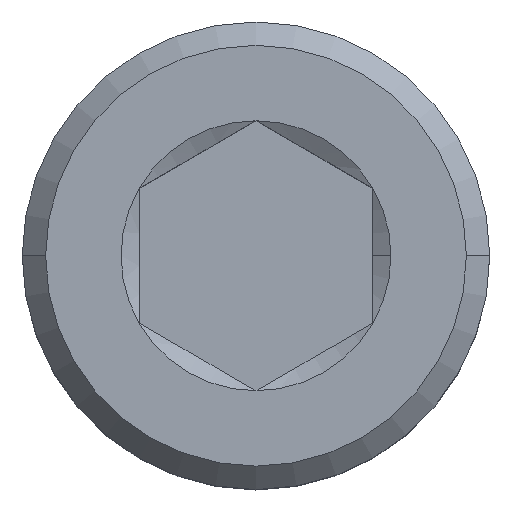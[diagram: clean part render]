
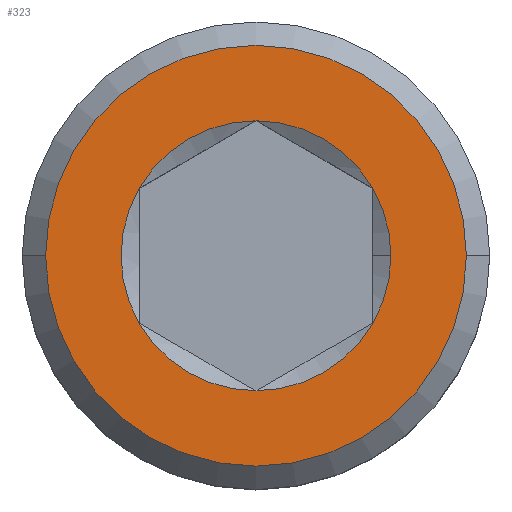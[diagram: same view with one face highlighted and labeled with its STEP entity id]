
A CAD part, top view. The second image highlights one B-rep face of the part: STEP entity #323.
In plain terms, the highlighted planar face has unit normal (0, 0, 1).
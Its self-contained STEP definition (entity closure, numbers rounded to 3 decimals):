
#19 = CIRCLE ( 'NONE', #5956, 4.619 ) ;
#165 = CARTESIAN_POINT ( 'NONE',  ( 4., -2.309, 30. ) ) ;
#183 = CARTESIAN_POINT ( 'NONE',  ( 0., 0., 30. ) ) ;
#323 = ADVANCED_FACE ( 'NONE', ( #5873, #4649 ), #4182, .T. ) ;
#332 = CIRCLE ( 'NONE', #5658, 4.619 ) ;
#378 = AXIS2_PLACEMENT_3D ( 'NONE', #3134, #4492, #1700 ) ;
#396 = DIRECTION ( 'NONE',  ( 0., 0., 1. ) ) ;
#414 = CARTESIAN_POINT ( 'NONE',  ( 0., 0., 30. ) ) ;
#460 = CARTESIAN_POINT ( 'NONE',  ( 0., 0., 30. ) ) ;
#573 = CIRCLE ( 'NONE', #3067, 7.2 ) ;
#607 = EDGE_CURVE ( 'NONE', #3546, #2240, #2970, .T. ) ;
#635 = DIRECTION ( 'NONE',  ( 1., 0., 0. ) ) ;
#649 = CARTESIAN_POINT ( 'NONE',  ( 4.619, 0., 30. ) ) ;
#872 = CARTESIAN_POINT ( 'NONE',  ( 0., -4.619, 30. ) ) ;
#874 = CARTESIAN_POINT ( 'NONE',  ( 4., 2.309, 30. ) ) ;
#914 = EDGE_CURVE ( 'NONE', #1043, #1000, #1725, .T. ) ;
#1000 = VERTEX_POINT ( 'NONE', #165 ) ;
#1026 = VERTEX_POINT ( 'NONE', #649 ) ;
#1043 = VERTEX_POINT ( 'NONE', #872 ) ;
#1095 = DIRECTION ( 'NONE',  ( 0., 0., 1. ) ) ;
#1121 = CARTESIAN_POINT ( 'NONE',  ( 0., 4.619, 30. ) ) ;
#1254 = CIRCLE ( 'NONE', #4585, 4.619 ) ;
#1316 = ORIENTED_EDGE ( 'NONE', *, *, #607, .F. ) ;
#1391 = DIRECTION ( 'NONE',  ( 1., 0., 0. ) ) ;
#1497 = EDGE_CURVE ( 'NONE', #1026, #5877, #2533, .T. ) ;
#1562 = DIRECTION ( 'NONE',  ( 1., 0., 0. ) ) ;
#1700 = DIRECTION ( 'NONE',  ( 1., 0., 0. ) ) ;
#1725 = CIRCLE ( 'NONE', #2526, 4.619 ) ;
#1873 = DIRECTION ( 'NONE',  ( 0., 0., 1. ) ) ;
#1916 = CARTESIAN_POINT ( 'NONE',  ( 0., 8., 30. ) ) ;
#2070 = DIRECTION ( 'NONE',  ( 0., 0., 1. ) ) ;
#2084 = AXIS2_PLACEMENT_3D ( 'NONE', #3104, #4056, #2197 ) ;
#2197 = DIRECTION ( 'NONE',  ( 1., 0., 0. ) ) ;
#2208 = VERTEX_POINT ( 'NONE', #5570 ) ;
#2240 = VERTEX_POINT ( 'NONE', #4227 ) ;
#2277 = EDGE_CURVE ( 'NONE', #2616, #2208, #2453, .T. ) ;
#2284 = CARTESIAN_POINT ( 'NONE',  ( 0., 0., 30. ) ) ;
#2325 = ORIENTED_EDGE ( 'NONE', *, *, #914, .F. ) ;
#2453 = CIRCLE ( 'NONE', #6009, 7.2 ) ;
#2526 = AXIS2_PLACEMENT_3D ( 'NONE', #4387, #1095, #5254 ) ;
#2533 = CIRCLE ( 'NONE', #378, 4.619 ) ;
#2616 = VERTEX_POINT ( 'NONE', #2979 ) ;
#2803 = DIRECTION ( 'NONE',  ( 1., 0., 0. ) ) ;
#2823 = EDGE_CURVE ( 'NONE', #5877, #4456, #3983, .T. ) ;
#2970 = CIRCLE ( 'NONE', #2084, 4.619 ) ;
#2971 = CARTESIAN_POINT ( 'NONE',  ( 0., 0., 30. ) ) ;
#2978 = ORIENTED_EDGE ( 'NONE', *, *, #5807, .F. ) ;
#2979 = CARTESIAN_POINT ( 'NONE',  ( -7.2, 0., 30. ) ) ;
#3067 = AXIS2_PLACEMENT_3D ( 'NONE', #460, #3680, #2803 ) ;
#3104 = CARTESIAN_POINT ( 'NONE',  ( 0., 0., 30. ) ) ;
#3134 = CARTESIAN_POINT ( 'NONE',  ( 0., 0., 30. ) ) ;
#3307 = DIRECTION ( 'NONE',  ( 1., 0., 0. ) ) ;
#3330 = EDGE_CURVE ( 'NONE', #2208, #2616, #573, .T. ) ;
#3539 = AXIS2_PLACEMENT_3D ( 'NONE', #2971, #2070, #5301 ) ;
#3546 = VERTEX_POINT ( 'NONE', #5161 ) ;
#3680 = DIRECTION ( 'NONE',  ( 0., 0., 1. ) ) ;
#3804 = EDGE_CURVE ( 'NONE', #2240, #1043, #1254, .T. ) ;
#3876 = ORIENTED_EDGE ( 'NONE', *, *, #1497, .F. ) ;
#3949 = CARTESIAN_POINT ( 'NONE',  ( 0., 0., 30. ) ) ;
#3983 = CIRCLE ( 'NONE', #3539, 4.619 ) ;
#4003 = ORIENTED_EDGE ( 'NONE', *, *, #2277, .T. ) ;
#4056 = DIRECTION ( 'NONE',  ( 0., 0., 1. ) ) ;
#4182 = PLANE ( 'NONE',  #5587 ) ;
#4187 = DIRECTION ( 'NONE',  ( 0., 0., 1. ) ) ;
#4227 = CARTESIAN_POINT ( 'NONE',  ( -4., -2.309, 30. ) ) ;
#4387 = CARTESIAN_POINT ( 'NONE',  ( 0., 0., 30. ) ) ;
#4440 = ORIENTED_EDGE ( 'NONE', *, *, #5575, .F. ) ;
#4456 = VERTEX_POINT ( 'NONE', #1121 ) ;
#4492 = DIRECTION ( 'NONE',  ( 0., 0., 1. ) ) ;
#4585 = AXIS2_PLACEMENT_3D ( 'NONE', #183, #4899, #1562 ) ;
#4649 = FACE_BOUND ( 'NONE', #5836, .T. ) ;
#4741 = ORIENTED_EDGE ( 'NONE', *, *, #3804, .F. ) ;
#4852 = ORIENTED_EDGE ( 'NONE', *, *, #3330, .T. ) ;
#4899 = DIRECTION ( 'NONE',  ( 0., 0., 1. ) ) ;
#4902 = DIRECTION ( 'NONE',  ( 0., 0., 1. ) ) ;
#5095 = DIRECTION ( 'NONE',  ( 1., 0., 0. ) ) ;
#5161 = CARTESIAN_POINT ( 'NONE',  ( -4., 2.309, 30. ) ) ;
#5254 = DIRECTION ( 'NONE',  ( 1., 0., 0. ) ) ;
#5301 = DIRECTION ( 'NONE',  ( 1., 0., 0. ) ) ;
#5513 = EDGE_LOOP ( 'NONE', ( #4003, #4852 ) ) ;
#5515 = ORIENTED_EDGE ( 'NONE', *, *, #2823, .F. ) ;
#5570 = CARTESIAN_POINT ( 'NONE',  ( 7.2, 0., 30. ) ) ;
#5575 = EDGE_CURVE ( 'NONE', #1000, #1026, #19, .T. ) ;
#5587 = AXIS2_PLACEMENT_3D ( 'NONE', #1916, #1873, #3307 ) ;
#5658 = AXIS2_PLACEMENT_3D ( 'NONE', #414, #396, #5095 ) ;
#5807 = EDGE_CURVE ( 'NONE', #4456, #3546, #332, .T. ) ;
#5836 = EDGE_LOOP ( 'NONE', ( #5515, #3876, #4440, #2325, #4741, #1316, #2978 ) ) ;
#5873 = FACE_OUTER_BOUND ( 'NONE', #5513, .T. ) ;
#5877 = VERTEX_POINT ( 'NONE', #874 ) ;
#5956 = AXIS2_PLACEMENT_3D ( 'NONE', #3949, #4902, #635 ) ;
#6009 = AXIS2_PLACEMENT_3D ( 'NONE', #2284, #4187, #1391 ) ;
